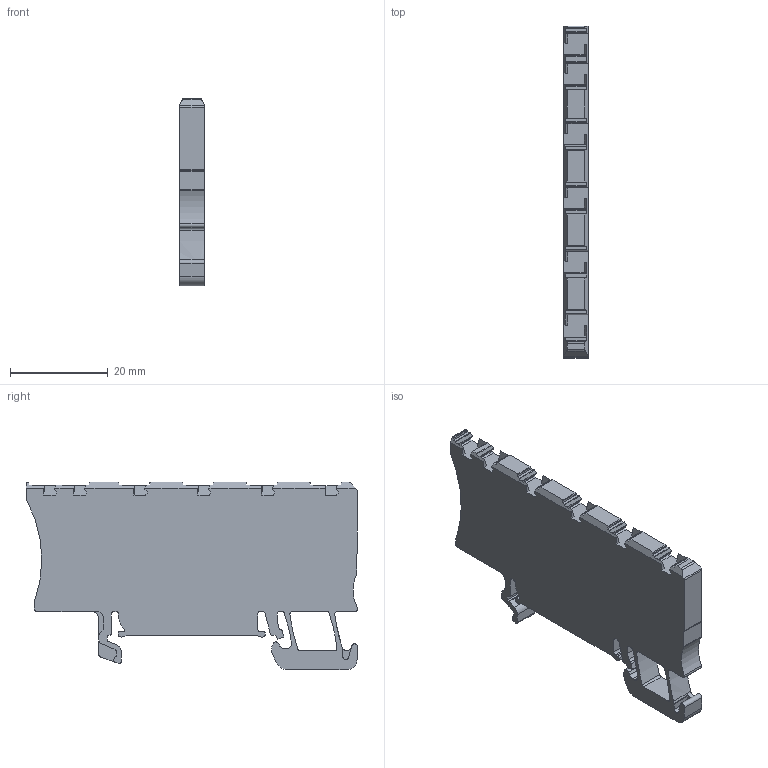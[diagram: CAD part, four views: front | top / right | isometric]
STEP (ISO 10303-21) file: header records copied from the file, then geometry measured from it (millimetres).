
FILE_DESCRIPTION(('CATIA V5 STEP Exchange','CAx-IF Rec.Pracs.--- Model Styling and Organization---1.4--- 2014-01-23'),'2;1');
FILE_NAME ('D1454353_1', '2024-04-11T12:19:58+00:00', ('none'), ('Weidmueller'), 'CATIA Version 5-6 Release 2016 SP3 HF44', 'CATIA V5 STEP AP214', 'none');
FILE_SCHEMA(('AUTOMOTIVE_DESIGN { 1 0 10303 214 1 1 1 1 }'));
Length unit declared in the file: millimetre
Products named in the file (1): 1674650000
Bounding box: 5 x 67.9 x 38.35 mm (x, y, z)
Volume: 9539.2 mm3; surface area: 5581.2 mm2
Topology: 1 solids, 1 shells, 302 faces, 964 edges, 664 vertices
Faces by surface type: plane 198, cylinder 102, extrusion 2
Entity records: 10801 total; most frequent: CARTESIAN_POINT 2458, ORIENTED_EDGE 1928, DIRECTION 1440, EDGE_CURVE 964, VECTOR 758, LINE 756, VERTEX_POINT 664, AXIS2_PLACEMENT_3D 421
